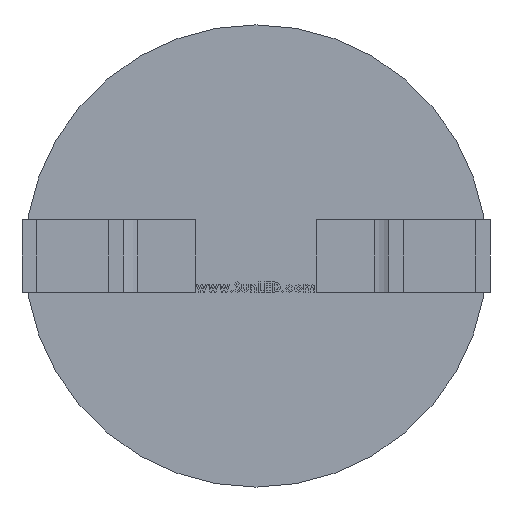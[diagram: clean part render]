
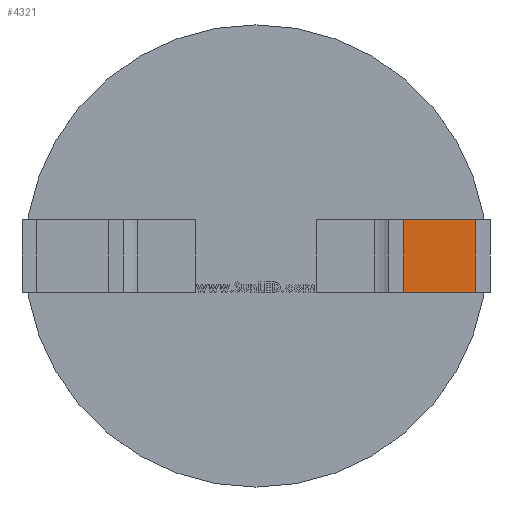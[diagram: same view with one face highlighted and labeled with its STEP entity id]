
A CAD part, front view. The second image highlights one B-rep face of the part: STEP entity #4321.
In plain terms, the highlighted planar face has unit normal (0, -1, 0).
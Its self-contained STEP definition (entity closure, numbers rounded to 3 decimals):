
#639 = LINE ( 'NONE', #640, #11259 ) ;
#640 = CARTESIAN_POINT ( 'NONE',  ( 0., -25.5, -0.25 ) ) ;
#641 = DIRECTION ( 'NONE',  ( -1., 0., 0. ) ) ;
#690 = LINE ( 'NONE', #691, #11276 ) ;
#691 = CARTESIAN_POINT ( 'NONE',  ( 0., -25.5, 0.25 ) ) ;
#692 = DIRECTION ( 'NONE',  ( -1., 0., 0. ) ) ;
#2347 = EDGE_LOOP ( 'NONE', ( #2622, #2623, #2568, #2574 ) ) ;
#2568 = ORIENTED_EDGE ( 'NONE', *, *, #10800, .T. ) ;
#2574 = ORIENTED_EDGE ( 'NONE', *, *, #4447, .T. ) ;
#2622 = ORIENTED_EDGE ( 'NONE', *, *, #10783, .F. ) ;
#2623 = ORIENTED_EDGE ( 'NONE', *, *, #4430, .F. ) ;
#3136 = PLANE ( 'NONE',  #13005 ) ;
#3137 = CARTESIAN_POINT ( 'NONE',  ( 0., -25.5, 0.25 ) ) ;
#3138 = DIRECTION ( 'NONE',  ( 0., -1., 0. ) ) ;
#3139 = DIRECTION ( 'NONE',  ( 0., 0., -1. ) ) ;
#3940 = LINE ( 'NONE', #3941, #11174 ) ;
#3941 = CARTESIAN_POINT ( 'NONE',  ( 1.52, -25.5, 0.25 ) ) ;
#3942 = DIRECTION ( 'NONE',  ( 0., 0., -1. ) ) ;
#3991 = LINE ( 'NONE', #3992, #11191 ) ;
#3992 = CARTESIAN_POINT ( 'NONE',  ( 1.02, -25.5, 0.25 ) ) ;
#3993 = DIRECTION ( 'NONE',  ( 0., 0., -1. ) ) ;
#4321 = ADVANCED_FACE ( 'NONE', ( #13083 ), #3136, .T. ) ;
#4430 = EDGE_CURVE ( 'NONE', #12659, #12844, #3940, .T. ) ;
#4447 = EDGE_CURVE ( 'NONE', #12692, #12722, #3991, .T. ) ;
#10052 = CARTESIAN_POINT ( 'NONE',  ( 1.52, -25.5, 0.25 ) ) ;
#10085 = CARTESIAN_POINT ( 'NONE',  ( 1.02, -25.5, 0.25 ) ) ;
#10115 = CARTESIAN_POINT ( 'NONE',  ( 1.02, -25.5, -0.25 ) ) ;
#10237 = CARTESIAN_POINT ( 'NONE',  ( 1.52, -25.5, -0.25 ) ) ;
#10783 = EDGE_CURVE ( 'NONE', #12844, #12722, #639, .T. ) ;
#10800 = EDGE_CURVE ( 'NONE', #12659, #12692, #690, .T. ) ;
#11174 = VECTOR ( 'NONE', #3942, 1000. ) ;
#11191 = VECTOR ( 'NONE', #3993, 1000. ) ;
#11259 = VECTOR ( 'NONE', #641, 1000. ) ;
#11276 = VECTOR ( 'NONE', #692, 1000. ) ;
#12659 = VERTEX_POINT ( 'NONE', #10052 ) ;
#12692 = VERTEX_POINT ( 'NONE', #10085 ) ;
#12722 = VERTEX_POINT ( 'NONE', #10115 ) ;
#12844 = VERTEX_POINT ( 'NONE', #10237 ) ;
#13005 = AXIS2_PLACEMENT_3D ( 'NONE', #3137, #3138, #3139 ) ;
#13083 = FACE_OUTER_BOUND ( 'NONE', #2347, .T. ) ;
